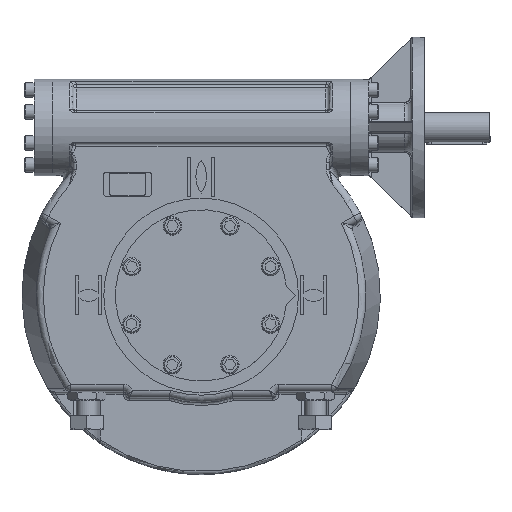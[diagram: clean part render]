
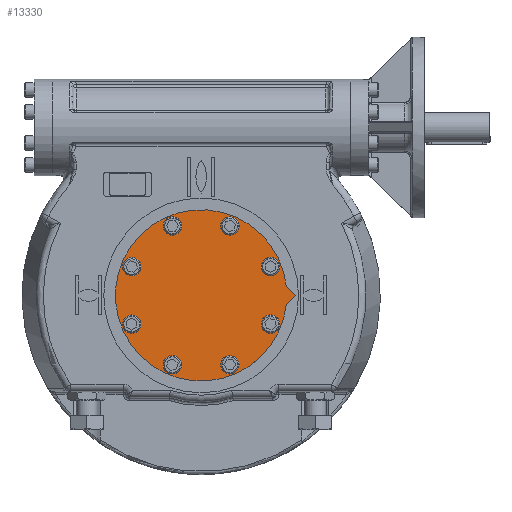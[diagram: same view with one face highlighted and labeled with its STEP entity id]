
A CAD part, top view. The second image highlights one B-rep face of the part: STEP entity #13330.
In plain terms, the highlighted planar face has unit normal (0, 0, 1).
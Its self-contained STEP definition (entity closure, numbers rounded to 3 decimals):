
#1650=LINE('',#35359,#2499);
#1653=LINE('',#35365,#2502);
#2499=VECTOR('',#18770,1000.);
#2502=VECTOR('',#18775,1000.);
#2927=PLANE('',#15470);
#6240=ORIENTED_EDGE('',*,*,#8272,.T.);
#6241=ORIENTED_EDGE('',*,*,#8273,.T.);
#6242=ORIENTED_EDGE('',*,*,#8274,.T.);
#6243=ORIENTED_EDGE('',*,*,#8275,.T.);
#6244=ORIENTED_EDGE('',*,*,#8276,.T.);
#6245=ORIENTED_EDGE('',*,*,#8277,.T.);
#6246=ORIENTED_EDGE('',*,*,#8278,.T.);
#6247=ORIENTED_EDGE('',*,*,#8279,.T.);
#6248=ORIENTED_EDGE('',*,*,#8257,.F.);
#6249=ORIENTED_EDGE('',*,*,#8263,.F.);
#6250=ORIENTED_EDGE('',*,*,#8260,.F.);
#8257=EDGE_CURVE('',#9663,#9664,#1650,.T.);
#8260=EDGE_CURVE('',#9664,#9666,#1653,.T.);
#8263=EDGE_CURVE('',#9666,#9663,#10253,.T.);
#8272=EDGE_CURVE('',#9675,#9675,#10262,.T.);
#8273=EDGE_CURVE('',#9676,#9676,#10263,.T.);
#8274=EDGE_CURVE('',#9677,#9677,#10264,.T.);
#8275=EDGE_CURVE('',#9678,#9678,#10265,.T.);
#8276=EDGE_CURVE('',#9679,#9679,#10266,.T.);
#8277=EDGE_CURVE('',#9680,#9680,#10267,.T.);
#8278=EDGE_CURVE('',#9681,#9681,#10268,.T.);
#8279=EDGE_CURVE('',#9682,#9682,#10269,.T.);
#9663=VERTEX_POINT('',#35358);
#9664=VERTEX_POINT('',#35360);
#9666=VERTEX_POINT('',#35366);
#9675=VERTEX_POINT('',#35390);
#9676=VERTEX_POINT('',#35392);
#9677=VERTEX_POINT('',#35394);
#9678=VERTEX_POINT('',#35396);
#9679=VERTEX_POINT('',#35398);
#9680=VERTEX_POINT('',#35400);
#9681=VERTEX_POINT('',#35402);
#9682=VERTEX_POINT('',#35404);
#10253=CIRCLE('',#15460,142.5);
#10262=CIRCLE('',#15471,10.5);
#10263=CIRCLE('',#15472,10.5);
#10264=CIRCLE('',#15473,10.5);
#10265=CIRCLE('',#15474,10.5);
#10266=CIRCLE('',#15475,10.5);
#10267=CIRCLE('',#15476,10.5);
#10268=CIRCLE('',#15477,10.5);
#10269=CIRCLE('',#15478,10.5);
#11303=EDGE_LOOP('',(#6240));
#11304=EDGE_LOOP('',(#6241));
#11305=EDGE_LOOP('',(#6242));
#11306=EDGE_LOOP('',(#6243));
#11307=EDGE_LOOP('',(#6244));
#11308=EDGE_LOOP('',(#6245));
#11309=EDGE_LOOP('',(#6246));
#11310=EDGE_LOOP('',(#6247));
#11311=EDGE_LOOP('',(#6248,#6249,#6250));
#12377=FACE_BOUND('',#11303,.T.);
#12378=FACE_BOUND('',#11304,.T.);
#12379=FACE_BOUND('',#11305,.T.);
#12380=FACE_BOUND('',#11306,.T.);
#12381=FACE_BOUND('',#11307,.T.);
#12382=FACE_BOUND('',#11308,.T.);
#12383=FACE_BOUND('',#11309,.T.);
#12384=FACE_BOUND('',#11310,.T.);
#12385=FACE_BOUND('',#11311,.T.);
#13330=ADVANCED_FACE('',(#12377,#12378,#12379,#12380,#12381,#12382,#12383,
#12384,#12385),#2927,.F.);
#15460=AXIS2_PLACEMENT_3D('',#35370,#18781,#18782);
#15470=AXIS2_PLACEMENT_3D('',#35388,#18801,#18802);
#15471=AXIS2_PLACEMENT_3D('',#35389,#18803,#18804);
#15472=AXIS2_PLACEMENT_3D('',#35391,#18805,#18806);
#15473=AXIS2_PLACEMENT_3D('',#35393,#18807,#18808);
#15474=AXIS2_PLACEMENT_3D('',#35395,#18809,#18810);
#15475=AXIS2_PLACEMENT_3D('',#35397,#18811,#18812);
#15476=AXIS2_PLACEMENT_3D('',#35399,#18813,#18814);
#15477=AXIS2_PLACEMENT_3D('',#35401,#18815,#18816);
#15478=AXIS2_PLACEMENT_3D('',#35403,#18817,#18818);
#18770=DIRECTION('',(0.707,-0.707,0.));
#18775=DIRECTION('',(-0.707,-0.707,0.));
#18781=DIRECTION('',(0.,0.,-1.));
#18782=DIRECTION('',(1.,0.,0.));
#18801=DIRECTION('',(0.,0.,-1.));
#18802=DIRECTION('',(1.,0.,0.));
#18803=DIRECTION('',(0.,0.,-1.));
#18804=DIRECTION('',(0.707,0.707,0.));
#18805=DIRECTION('',(0.,0.,-1.));
#18806=DIRECTION('',(0.,1.,0.));
#18807=DIRECTION('',(0.,0.,-1.));
#18808=DIRECTION('',(-0.707,0.707,0.));
#18809=DIRECTION('',(0.,0.,-1.));
#18810=DIRECTION('',(-1.,0.,0.));
#18811=DIRECTION('',(0.,0.,-1.));
#18812=DIRECTION('',(-0.707,-0.707,0.));
#18813=DIRECTION('',(0.,0.,-1.));
#18814=DIRECTION('',(0.,-1.,0.));
#18815=DIRECTION('',(0.,0.,-1.));
#18816=DIRECTION('',(0.707,-0.707,0.));
#18817=DIRECTION('',(0.,0.,-1.));
#18818=DIRECTION('',(1.,0.,0.));
#35358=CARTESIAN_POINT('',(141.673,15.327,78.));
#35359=CARTESIAN_POINT('',(157.,0.,78.));
#35360=CARTESIAN_POINT('',(157.,0.,78.));
#35365=CARTESIAN_POINT('',(157.,0.,78.));
#35366=CARTESIAN_POINT('',(141.673,-15.327,78.));
#35370=CARTESIAN_POINT('',(0.,0.,78.));
#35388=CARTESIAN_POINT('',(0.,0.,78.));
#35389=CARTESIAN_POINT('',(47.835,115.485,78.));
#35390=CARTESIAN_POINT('',(55.26,122.91,78.));
#35391=CARTESIAN_POINT('',(-47.835,115.485,78.));
#35392=CARTESIAN_POINT('',(-47.835,125.985,78.));
#35393=CARTESIAN_POINT('',(-115.485,47.835,78.));
#35394=CARTESIAN_POINT('',(-122.91,55.26,78.));
#35395=CARTESIAN_POINT('',(-115.485,-47.835,78.));
#35396=CARTESIAN_POINT('',(-125.985,-47.835,78.));
#35397=CARTESIAN_POINT('',(-47.835,-115.485,78.));
#35398=CARTESIAN_POINT('',(-55.26,-122.91,78.));
#35399=CARTESIAN_POINT('',(47.835,-115.485,78.));
#35400=CARTESIAN_POINT('',(47.835,-125.985,78.));
#35401=CARTESIAN_POINT('',(115.485,-47.835,78.));
#35402=CARTESIAN_POINT('',(122.91,-55.26,78.));
#35403=CARTESIAN_POINT('',(115.485,47.835,78.));
#35404=CARTESIAN_POINT('',(125.985,47.835,78.));
